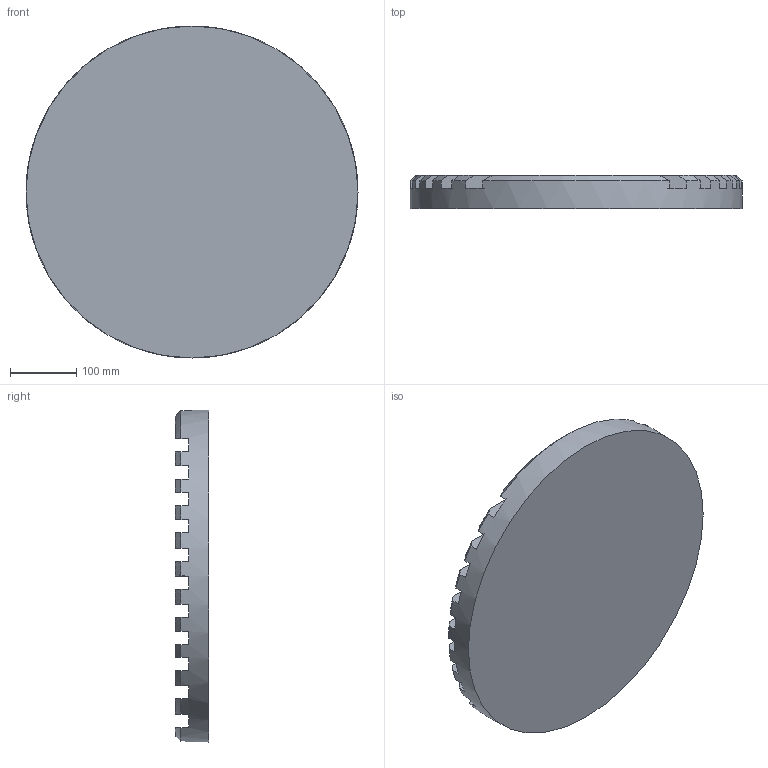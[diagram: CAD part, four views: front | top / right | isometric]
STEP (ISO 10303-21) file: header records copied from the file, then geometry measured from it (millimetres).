
FILE_DESCRIPTION(/* description */ (''),/* implementation_level */ '2;1');
FILE_NAME(/* name */ 'MachiningBase.stp',/* time_stamp */ '2022-01-19T12:42:27-05:00',/* author */ ('USER'),/* organization */ (''),/* preprocessor_version */ 'ST-DEVELOPER v18.1',/* originating_system */ 'Autodesk Inventor 2021',/* authorisation */ '');
FILE_SCHEMA (('AUTOMOTIVE_DESIGN { 1 0 10303 214 3 1 1 }'));
Length unit declared in the file: millimetre
Products named in the file (1): MachiningBase
Bounding box: 500 x 50 x 500 mm (x, y, z)
Volume: 7947536.6 mm3; surface area: 636333.2 mm2
Topology: 1 solids, 1 shells, 69 faces, 201 edges, 134 vertices
Faces by surface type: plane 46, cone 22, cylinder 1
Full cylindrical faces by diameter (mm): 500 x1
Entity records: 2300 total; most frequent: CARTESIAN_POINT 489, ORIENTED_EDGE 402, DIRECTION 367, EDGE_CURVE 201, AXIS2_PLACEMENT_3D 138, VERTEX_POINT 134, LINE 91, VECTOR 91
